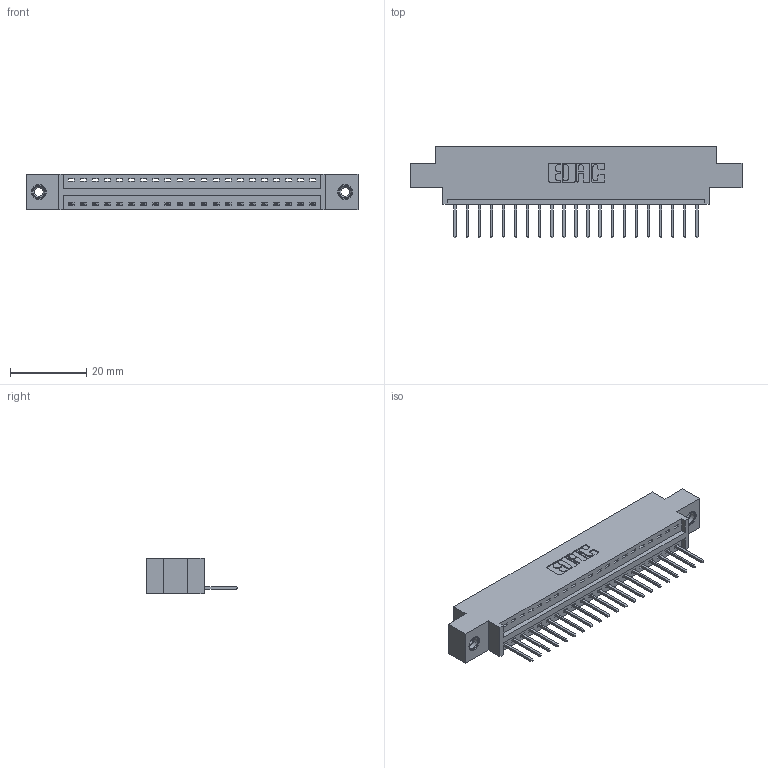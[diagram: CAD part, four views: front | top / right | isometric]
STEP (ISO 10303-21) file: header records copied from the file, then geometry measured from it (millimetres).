
FILE_DESCRIPTION (( 'STEP AP203' ), '1' );
FILE_NAME ('396-021-526-608.STEP', '2019-10-27T04:07:39', ( '' ), ( '' ), 'SwSTEP 2.0', 'SolidWorks 2016', '' );
FILE_SCHEMA (( 'CONFIG_CONTROL_DESIGN' ));
Length unit declared in the file: inch
Products named in the file (4): 396-021-526-608; 345-292-001_345-293-126; 346 Part_0.170 Offset - 0.156 Dia-TI; 345-250-001_345-250-003-102
Assembly tree (24 placements, depth 2):
  396-021-526-608
    346 Part_0.170 Offset - 0.156 Dia-TI
    345-292-001_345-293-126  x21
    345-250-001_345-250-003-102  x2
Bounding box: 87.25 x 24.13 x 9.4 mm (x, y, z)
Volume: 8029.1 mm3; surface area: 9970.4 mm2
Topology: 24 solids, 24 shells, 1404 faces, 4173 edges, 2746 vertices
Faces by surface type: plane 952, cylinder 436, cone 12, torus 4
Entity records: 17196 total; most frequent: CARTESIAN_POINT 2938, ORIENTED_EDGE 2886, DIRECTION 2643, EDGE_CURVE 1443, LINE 1207, VECTOR 1207, VERTEX_POINT 956, AXIS2_PLACEMENT_3D 718
